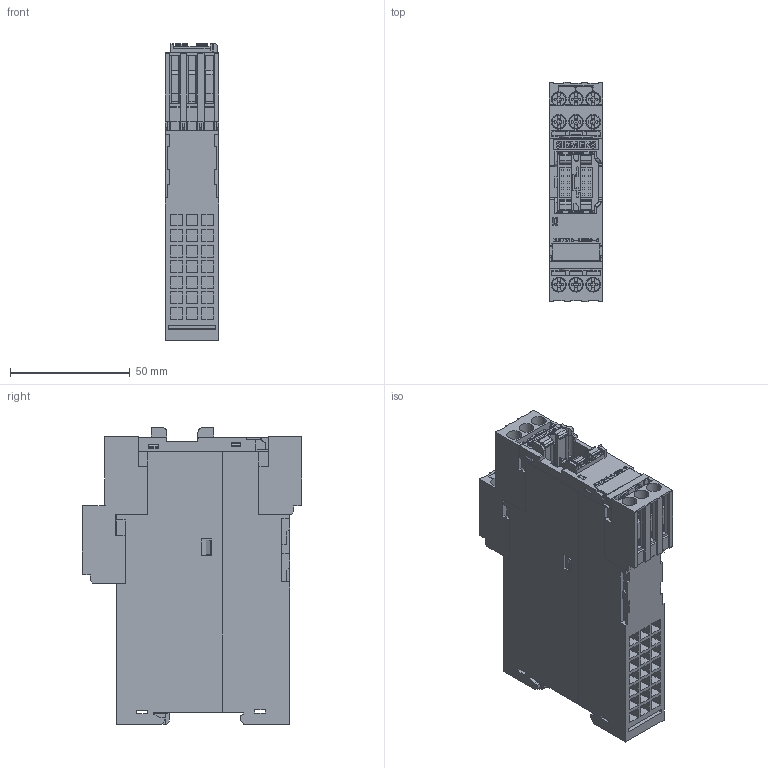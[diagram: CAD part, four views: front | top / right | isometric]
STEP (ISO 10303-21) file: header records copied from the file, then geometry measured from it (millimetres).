
FILE_DESCRIPTION(('STEP AP214'),'1');
FILE_NAME('cctmp_17F62577-42E5-42B4-A87B-EC49753A617D_2023_07_21_14_54_01_0656..stp','2023-07-21T12:54:03',('SIEMENS A&D'),('CADClick - www.CADClick.com'),'Spatial InterOp 3D postprocessed',' ','unknown authorization');
FILE_SCHEMA(('AUTOMOTIVE_DESIGN'));
Length unit declared in the file: millimetre
Products named in the file (1): 2023_07_21_14_54_01_0578
Bounding box: 22.5 x 91.9 x 124 mm (x, y, z)
Volume: 172607.1 mm3; surface area: 58571.4 mm2
Topology: 1 solids, 2 shells, 2162 faces, 6119 edges, 4052 vertices
Faces by surface type: plane 1864, cylinder 236, cone 54, torus 8
Entity records: 75942 total; most frequent: CARTESIAN_POINT 12724, ORIENTED_EDGE 12222, DIRECTION 11019, EDGE_CURVE 6111, LINE 5357, VECTOR 5357, VERTEX_POINT 4052, AXIS2_PLACEMENT_3D 2831
